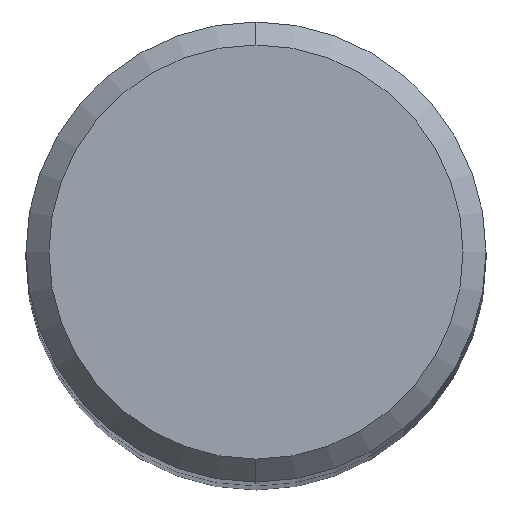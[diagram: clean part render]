
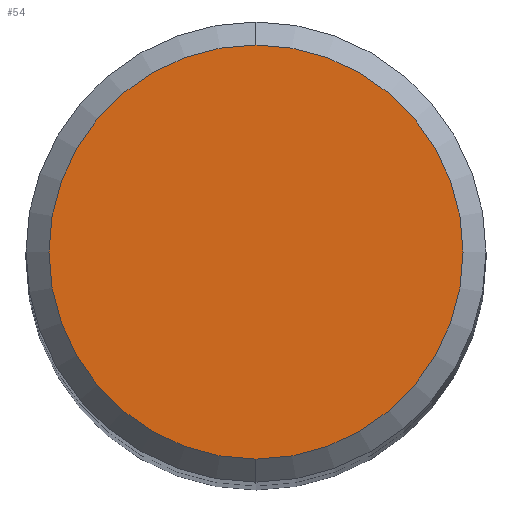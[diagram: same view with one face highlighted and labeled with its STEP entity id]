
A CAD part, top view. The second image highlights one B-rep face of the part: STEP entity #54.
In plain terms, the highlighted planar face has unit normal (0, 0, 1).
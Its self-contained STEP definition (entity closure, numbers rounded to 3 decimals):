
#54=ADVANCED_FACE('',(#113),#114,.T.);
#113=FACE_OUTER_BOUND('',#182,.T.);
#114=PLANE('',#183);
#182=EDGE_LOOP('',(#243,#244));
#183=AXIS2_PLACEMENT_3D('',#245,#246,#247);
#243=ORIENTED_EDGE('',*,*,#340,.F.);
#244=ORIENTED_EDGE('',*,*,#343,.F.);
#245=CARTESIAN_POINT('',(0.,1.8,36.0));
#246=DIRECTION('',(0.,0.0,1.0));
#247=DIRECTION('',(0.0,-1.0,0.0));
#340=EDGE_CURVE('',#392,#394,#395,.T.);
#343=EDGE_CURVE('',#394,#392,#398,.T.);
#392=VERTEX_POINT('',#443);
#394=VERTEX_POINT('',#446);
#395=CIRCLE('',#447,3.6);
#398=CIRCLE('',#451,3.6);
#443=CARTESIAN_POINT('',(0.,3.6,36.0));
#446=CARTESIAN_POINT('',(0.,-3.6,36.0));
#447=AXIS2_PLACEMENT_3D('',#492,#493,#494);
#451=AXIS2_PLACEMENT_3D('',#496,#497,#498);
#492=CARTESIAN_POINT('',(0.,0.,36.0));
#493=DIRECTION('',(0.,0.0,-1.0));
#494=DIRECTION('',(0.0,1.0,0.0));
#496=CARTESIAN_POINT('',(0.,0.,36.0));
#497=DIRECTION('',(0.,0.0,-1.0));
#498=DIRECTION('',(0.0,1.0,0.0));
